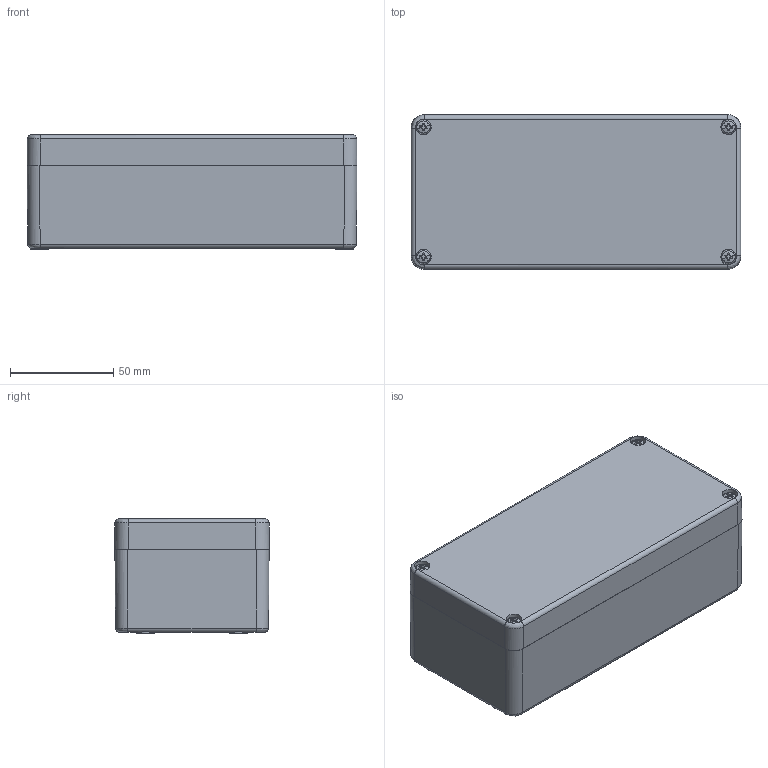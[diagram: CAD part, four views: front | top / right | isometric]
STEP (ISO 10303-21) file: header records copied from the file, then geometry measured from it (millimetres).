
FILE_DESCRIPTION (( 'STEP AP203' ), '1' );
FILE_NAME ('1590ZGRP083.step', '2020-11-14T20:10:56', ( 'ADC123' ), ( 'Microsoft' ), 'SwSTEP 2.0', 'SolidWorks 2019', '' );
FILE_SCHEMA (( 'CONFIG_CONTROL_DESIGN' ));
Length unit declared in the file: inch
Products named in the file (1): 1590ZGRP083
Bounding box: 160 x 75 x 55.5 mm (x, y, z)
Volume: 214404.6 mm3; surface area: 124447.4 mm2
Topology: 8 solids, 8 shells, 428 faces, 1074 edges, 686 vertices
Faces by surface type: plane 220, cylinder 80, cone 76, bspline 52
Full cylindrical faces by diameter (mm): 3.2 x8, 3.242 x6, 3.48 x4, 3.85 x4, 4.1 x4, 4.5 x4, 4.8 x4, 5 x2, 6.9 x4, 7.5 x4, 9 x4
Entity records: 14310 total; most frequent: CARTESIAN_POINT 4736, ORIENTED_EDGE 1950, DIRECTION 1846, EDGE_CURVE 975, AXIS2_PLACEMENT_3D 681, VERTEX_POINT 664, EDGE_LOOP 551, FACE_OUTER_BOUND 501
